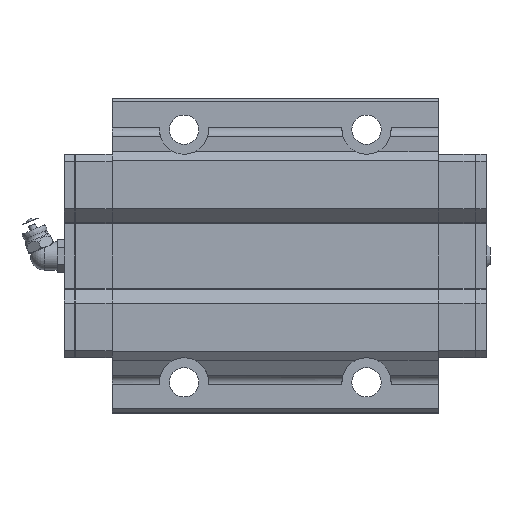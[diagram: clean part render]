
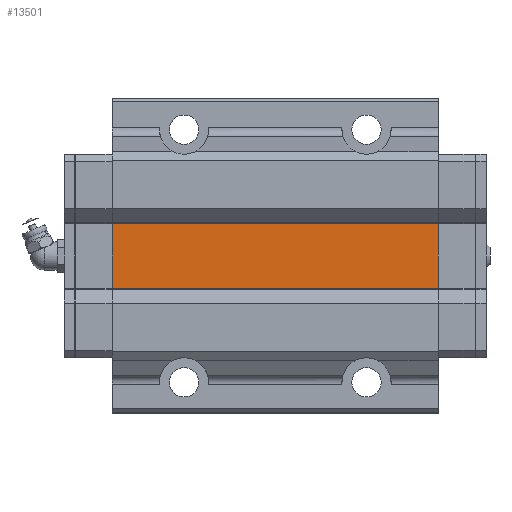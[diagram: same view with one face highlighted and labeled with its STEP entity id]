
A CAD part, front view. The second image highlights one B-rep face of the part: STEP entity #13501.
In plain terms, the highlighted planar face has unit normal (0, -1, 0).
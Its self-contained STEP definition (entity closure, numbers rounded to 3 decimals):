
#299=PLANE('',#14551);
#978=FACE_OUTER_BOUND('',#1715,.T.);
#1715=EDGE_LOOP('',(#10796,#10797,#10798,#10799));
#3297=LINE('',#21007,#4758);
#3367=LINE('',#21175,#4828);
#3382=LINE('',#21208,#4843);
#3383=LINE('',#21210,#4844);
#4758=VECTOR('',#16909,10.);
#4828=VECTOR('',#17013,10.);
#4843=VECTOR('',#17056,114.);
#4844=VECTOR('',#17059,114.);
#6156=VERTEX_POINT('',#21004);
#6157=VERTEX_POINT('',#21006);
#6237=VERTEX_POINT('',#21172);
#6238=VERTEX_POINT('',#21174);
#7783=EDGE_CURVE('',#6156,#6157,#3297,.T.);
#7869=EDGE_CURVE('',#6237,#6238,#3367,.T.);
#7886=EDGE_CURVE('',#6237,#6157,#3382,.T.);
#7887=EDGE_CURVE('',#6238,#6156,#3383,.T.);
#10796=ORIENTED_EDGE('',*,*,#7869,.F.);
#10797=ORIENTED_EDGE('',*,*,#7886,.T.);
#10798=ORIENTED_EDGE('',*,*,#7783,.F.);
#10799=ORIENTED_EDGE('',*,*,#7887,.F.);
#13501=ADVANCED_FACE('',(#978),#299,.T.);
#14551=AXIS2_PLACEMENT_3D('',#21209,#17057,#17058);
#16909=DIRECTION('',(-1.,0.,0.));
#17013=DIRECTION('',(1.,0.,0.));
#17056=DIRECTION('',(0.,0.,-1.));
#17057=DIRECTION('center_axis',(0.,-1.,0.));
#17058=DIRECTION('ref_axis',(1.,0.,0.));
#17059=DIRECTION('',(0.,0.,-1.));
#21004=CARTESIAN_POINT('',(9.256,0.,-46.5));
#21006=CARTESIAN_POINT('',(-9.256,0.,-46.5));
#21007=CARTESIAN_POINT('',(-4.628,0.,-46.5));
#21172=CARTESIAN_POINT('',(-9.256,0.,46.5));
#21174=CARTESIAN_POINT('',(9.256,0.,46.5));
#21175=CARTESIAN_POINT('',(-4.628,0.,46.5));
#21208=CARTESIAN_POINT('',(-9.256,0.,60.2));
#21209=CARTESIAN_POINT('Origin',(-9.256,0.,-46.5));
#21210=CARTESIAN_POINT('',(9.256,0.,60.2));
